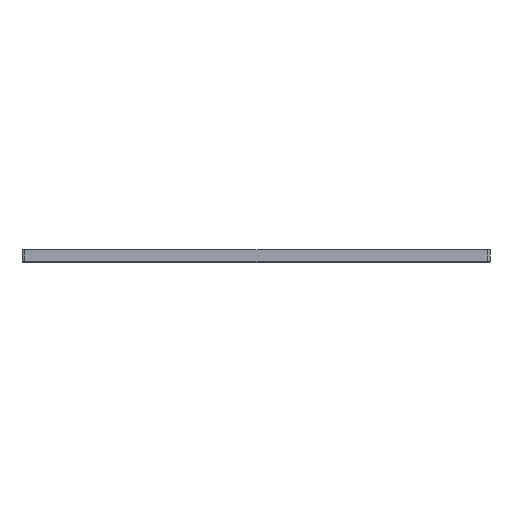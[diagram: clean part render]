
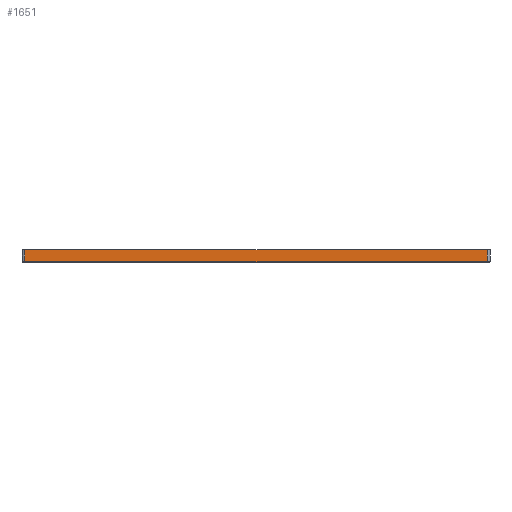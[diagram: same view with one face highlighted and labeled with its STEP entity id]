
A CAD part, top view. The second image highlights one B-rep face of the part: STEP entity #1651.
In plain terms, the highlighted planar face has unit normal (0, 0, 1).
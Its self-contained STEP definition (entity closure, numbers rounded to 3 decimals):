
#76 = ORIENTED_EDGE ( 'NONE', *, *, #765, .T. ) ;
#255 = CARTESIAN_POINT ( 'NONE',  ( -116., 6., 115. ) ) ;
#270 = CARTESIAN_POINT ( 'NONE',  ( -117.5, 0., 115. ) ) ;
#366 = EDGE_CURVE ( 'NONE', #2463, #2557, #3472, .T. ) ;
#497 = ORIENTED_EDGE ( 'NONE', *, *, #5231, .F. ) ;
#645 = DIRECTION ( 'NONE',  ( 0., 0., -1. ) ) ;
#765 = EDGE_CURVE ( 'NONE', #1203, #2463, #4951, .T. ) ;
#943 = CARTESIAN_POINT ( 'NONE',  ( -116., 0., 115. ) ) ;
#1203 = VERTEX_POINT ( 'NONE', #255 ) ;
#1241 = FACE_OUTER_BOUND ( 'NONE', #3959, .T. ) ;
#1311 = DIRECTION ( 'NONE',  ( 0., -1., 0. ) ) ;
#1377 = CARTESIAN_POINT ( 'NONE',  ( -116., 6., 115. ) ) ;
#1399 = VECTOR ( 'NONE', #4907, 1000. ) ;
#1561 = DIRECTION ( 'NONE',  ( -1., 0., 0. ) ) ;
#1651 = ADVANCED_FACE ( 'NONE', ( #1241 ), #5373, .F. ) ;
#2006 = CARTESIAN_POINT ( 'NONE',  ( -117.5, 6., 115. ) ) ;
#2235 = DIRECTION ( 'NONE',  ( 1., 0., 0. ) ) ;
#2463 = VERTEX_POINT ( 'NONE', #943 ) ;
#2557 = VERTEX_POINT ( 'NONE', #3369 ) ;
#2958 = VERTEX_POINT ( 'NONE', #3628 ) ;
#3122 = CARTESIAN_POINT ( 'NONE',  ( 116., 6., 115. ) ) ;
#3265 = ORIENTED_EDGE ( 'NONE', *, *, #366, .T. ) ;
#3369 = CARTESIAN_POINT ( 'NONE',  ( 116., 0., 115. ) ) ;
#3472 = LINE ( 'NONE', #270, #4677 ) ;
#3593 = LINE ( 'NONE', #4090, #5943 ) ;
#3628 = CARTESIAN_POINT ( 'NONE',  ( 116., 6., 115. ) ) ;
#3959 = EDGE_LOOP ( 'NONE', ( #3265, #4271, #497, #76 ) ) ;
#4090 = CARTESIAN_POINT ( 'NONE',  ( -117.5, 6., 115. ) ) ;
#4271 = ORIENTED_EDGE ( 'NONE', *, *, #4397, .T. ) ;
#4397 = EDGE_CURVE ( 'NONE', #2557, #2958, #5883, .T. ) ;
#4677 = VECTOR ( 'NONE', #5389, 1000. ) ;
#4907 = DIRECTION ( 'NONE',  ( 0., 1., 0. ) ) ;
#4951 = LINE ( 'NONE', #1377, #5586 ) ;
#5231 = EDGE_CURVE ( 'NONE', #1203, #2958, #3593, .T. ) ;
#5373 = PLANE ( 'NONE',  #5825 ) ;
#5389 = DIRECTION ( 'NONE',  ( 1., 0., 0. ) ) ;
#5586 = VECTOR ( 'NONE', #1311, 1000. ) ;
#5825 = AXIS2_PLACEMENT_3D ( 'NONE', #2006, #645, #1561 ) ;
#5883 = LINE ( 'NONE', #3122, #1399 ) ;
#5943 = VECTOR ( 'NONE', #2235, 1000. ) ;
